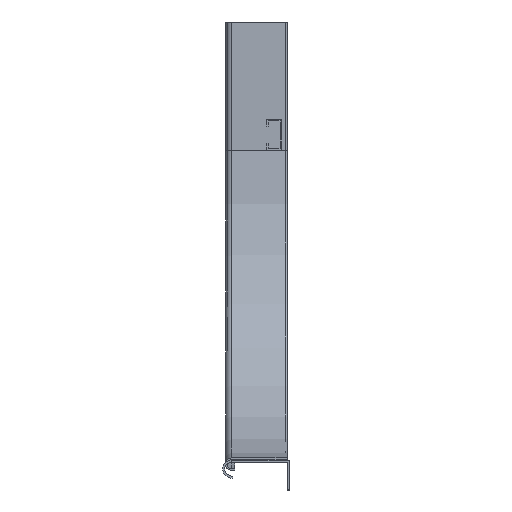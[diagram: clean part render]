
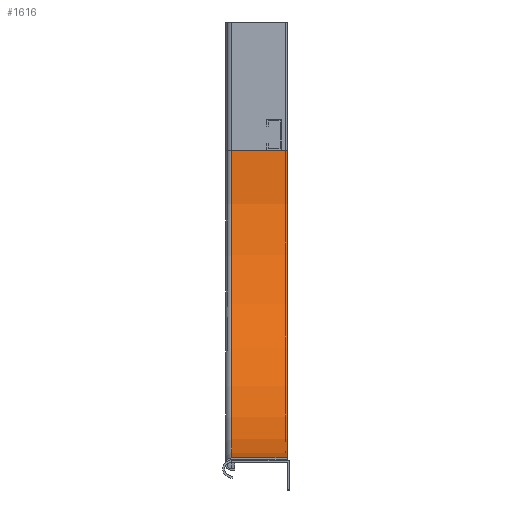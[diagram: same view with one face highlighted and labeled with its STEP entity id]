
A CAD part, left-side view. The second image highlights one B-rep face of the part: STEP entity #1616.
In plain terms, the highlighted cylindrical face has radius 300 mm (diameter 600 mm), a partial arc.
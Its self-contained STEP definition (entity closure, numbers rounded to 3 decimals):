
#64 = ORIENTED_EDGE ( 'NONE', *, *, #2123, .T. ) ;
#205 = DIRECTION ( 'NONE',  ( 0., -1., 0. ) ) ;
#757 = DIRECTION ( 'NONE',  ( 0., -1., 0. ) ) ;
#1263 = VERTEX_POINT ( 'NONE', #2977 ) ;
#1324 = CARTESIAN_POINT ( 'NONE',  ( 300., 54., -425. ) ) ;
#1347 = CIRCLE ( 'NONE', #13066, 300. ) ;
#1476 = CARTESIAN_POINT ( 'NONE',  ( 300., 2.5, -425. ) ) ;
#1608 = VERTEX_POINT ( 'NONE', #1324 ) ;
#1616 = ADVANCED_FACE ( 'NONE', ( #2402 ), #10913, .F. ) ;
#1637 = VECTOR ( 'NONE', #2613, 1000. ) ;
#1794 = DIRECTION ( 'NONE',  ( 1., 0., 0. ) ) ;
#2123 = EDGE_CURVE ( 'NONE', #6496, #6173, #1347, .T. ) ;
#2358 = CARTESIAN_POINT ( 'NONE',  ( 300., 54., -125. ) ) ;
#2402 = FACE_OUTER_BOUND ( 'NONE', #6048, .T. ) ;
#2441 = DIRECTION ( 'NONE',  ( 0., 0., -1. ) ) ;
#2613 = DIRECTION ( 'NONE',  ( 0., 1., 0. ) ) ;
#2977 = CARTESIAN_POINT ( 'NONE',  ( 0., 54., -125. ) ) ;
#3484 = DIRECTION ( 'NONE',  ( 0., 0., -1. ) ) ;
#3844 = CARTESIAN_POINT ( 'NONE',  ( 300., 0., -125. ) ) ;
#4300 = EDGE_CURVE ( 'NONE', #1263, #1608, #11886, .T. ) ;
#4450 = EDGE_CURVE ( 'NONE', #6173, #1608, #12399, .T. ) ;
#4481 = AXIS2_PLACEMENT_3D ( 'NONE', #2358, #10121, #3484 ) ;
#5942 = AXIS2_PLACEMENT_3D ( 'NONE', #9080, #205, #2441 ) ;
#6048 = EDGE_LOOP ( 'NONE', ( #7063, #64, #7156, #7529 ) ) ;
#6173 = VERTEX_POINT ( 'NONE', #6563 ) ;
#6496 = VERTEX_POINT ( 'NONE', #12267 ) ;
#6563 = CARTESIAN_POINT ( 'NONE',  ( 300., 0., -425. ) ) ;
#7063 = ORIENTED_EDGE ( 'NONE', *, *, #14373, .F. ) ;
#7098 = VECTOR ( 'NONE', #12929, 1000. ) ;
#7156 = ORIENTED_EDGE ( 'NONE', *, *, #4450, .T. ) ;
#7529 = ORIENTED_EDGE ( 'NONE', *, *, #4300, .F. ) ;
#9080 = CARTESIAN_POINT ( 'NONE',  ( 300., 0., -125. ) ) ;
#10046 = LINE ( 'NONE', #11868, #7098 ) ;
#10121 = DIRECTION ( 'NONE',  ( 0., -1., 0. ) ) ;
#10913 = CYLINDRICAL_SURFACE ( 'NONE', #5942, 300. ) ;
#11868 = CARTESIAN_POINT ( 'NONE',  ( 0., 2.5, -125. ) ) ;
#11886 = CIRCLE ( 'NONE', #4481, 300. ) ;
#12267 = CARTESIAN_POINT ( 'NONE',  ( 0., 0., -125. ) ) ;
#12399 = LINE ( 'NONE', #1476, #1637 ) ;
#12929 = DIRECTION ( 'NONE',  ( 0., 1., 0. ) ) ;
#13066 = AXIS2_PLACEMENT_3D ( 'NONE', #3844, #757, #1794 ) ;
#14373 = EDGE_CURVE ( 'NONE', #6496, #1263, #10046, .T. ) ;
